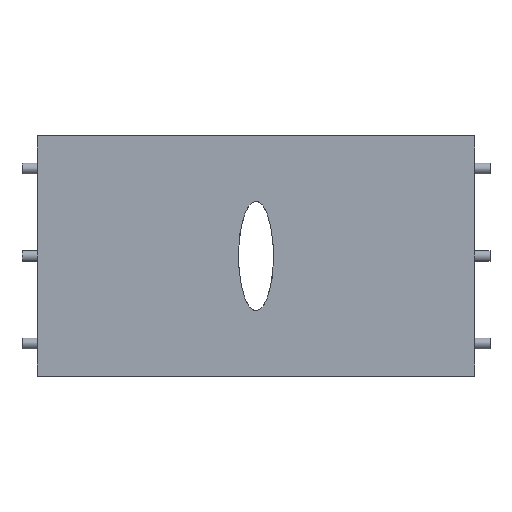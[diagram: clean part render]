
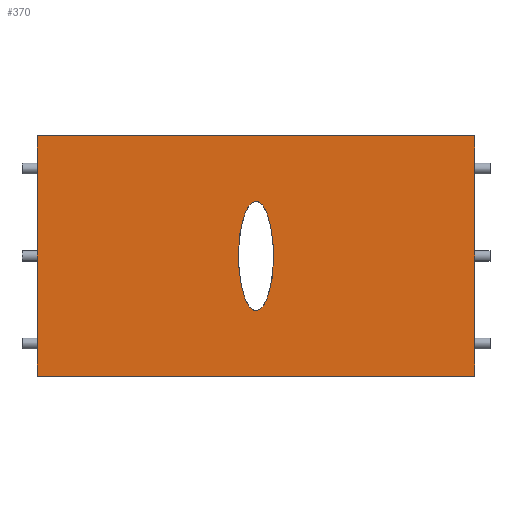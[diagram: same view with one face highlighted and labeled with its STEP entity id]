
A CAD part, front view. The second image highlights one B-rep face of the part: STEP entity #370.
In plain terms, the highlighted planar face has unit normal (0, -1, 0).
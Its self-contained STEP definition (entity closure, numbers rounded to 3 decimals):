
#2 = VECTOR ( 'NONE', #924, 1000. ) ;
#16 = DIRECTION ( 'NONE',  ( 0., 0., -1. ) ) ;
#29 = DIRECTION ( 'NONE',  ( 0., 0., -1. ) ) ;
#31 = DIRECTION ( 'NONE',  ( -1., 0., 0. ) ) ;
#36 = VERTEX_POINT ( 'NONE', #553 ) ;
#40 = VECTOR ( 'NONE', #905, 1000. ) ;
#41 = LINE ( 'NONE', #337, #196 ) ;
#68 = CARTESIAN_POINT ( 'NONE',  ( 0., 0., 25. ) ) ;
#81 = VERTEX_POINT ( 'NONE', #197 ) ;
#85 = VERTEX_POINT ( 'NONE', #122 ) ;
#99 = EDGE_CURVE ( 'NONE', #527, #550, #965, .T. ) ;
#119 = VECTOR ( 'NONE', #654, 1000. ) ;
#122 = CARTESIAN_POINT ( 'NONE',  ( -100., 0., 0. ) ) ;
#143 = CARTESIAN_POINT ( 'NONE',  ( 0., 0., -25. ) ) ;
#151 = LINE ( 'NONE', #449, #472 ) ;
#185 = VERTEX_POINT ( 'NONE', #366 ) ;
#187 = EDGE_CURVE ( 'NONE', #800, #36, #151, .T. ) ;
#196 = VECTOR ( 'NONE', #417, 1000. ) ;
#197 = CARTESIAN_POINT ( 'NONE',  ( 100., 0., -55. ) ) ;
#203 = EDGE_CURVE ( 'NONE', #355, #81, #372, .T. ) ;
#206 = DIRECTION ( 'NONE',  ( 0., -1., 0. ) ) ;
#241 = VERTEX_POINT ( 'NONE', #607 ) ;
#274 = ORIENTED_EDGE ( 'NONE', *, *, #695, .F. ) ;
#276 = CARTESIAN_POINT ( 'NONE',  ( 100., 0., -40. ) ) ;
#277 = CARTESIAN_POINT ( 'NONE',  ( -100., 0., 55. ) ) ;
#278 = EDGE_CURVE ( 'NONE', #36, #85, #738, .T. ) ;
#282 = CARTESIAN_POINT ( 'NONE',  ( -16., 0., -25. ) ) ;
#286 = CARTESIAN_POINT ( 'NONE',  ( 0., 0., 25. ) ) ;
#292 = CARTESIAN_POINT ( 'NONE',  ( 100., 0., 55. ) ) ;
#305 = EDGE_LOOP ( 'NONE', ( #975, #679, #939, #389, #435, #660, #814, #390, #670, #791 ) ) ;
#310 = VERTEX_POINT ( 'NONE', #492 ) ;
#324 = EDGE_CURVE ( 'NONE', #81, #800, #951, .T. ) ;
#327 = LINE ( 'NONE', #409, #682 ) ;
#337 = CARTESIAN_POINT ( 'NONE',  ( -100., 0., 55. ) ) ;
#341 = DIRECTION ( 'NONE',  ( 0., 0., 1. ) ) ;
#355 = VERTEX_POINT ( 'NONE', #276 ) ;
#366 = CARTESIAN_POINT ( 'NONE',  ( 100., 0., 55. ) ) ;
#370 = ADVANCED_FACE ( 'NONE', ( #797, #888 ), #721, .T. ) ;
#372 = LINE ( 'NONE', #292, #40 ) ;
#379 = EDGE_CURVE ( 'NONE', #85, #527, #41, .T. ) ;
#389 = ORIENTED_EDGE ( 'NONE', *, *, #187, .F. ) ;
#390 = ORIENTED_EDGE ( 'NONE', *, *, #535, .F. ) ;
#409 = CARTESIAN_POINT ( 'NONE',  ( 100., 0., 55. ) ) ;
#413 = EDGE_CURVE ( 'NONE', #185, #655, #747, .T. ) ;
#417 = DIRECTION ( 'NONE',  ( 0., 0., 1. ) ) ;
#419 = EDGE_CURVE ( 'NONE', #446, #310, #852, .T. ) ;
#432 = CARTESIAN_POINT ( 'NONE',  ( 16., 0., 25. ) ) ;
#435 = ORIENTED_EDGE ( 'NONE', *, *, #324, .F. ) ;
#440 = VECTOR ( 'NONE', #743, 1000. ) ;
#446 = VERTEX_POINT ( 'NONE', #286 ) ;
#449 = CARTESIAN_POINT ( 'NONE',  ( -100., 0., 55. ) ) ;
#467 = VECTOR ( 'NONE', #29, 1000. ) ;
#470 = CARTESIAN_POINT ( 'NONE',  ( -100., 0., 55. ) ) ;
#472 = VECTOR ( 'NONE', #898, 1000. ) ;
#486 = CARTESIAN_POINT ( 'NONE',  ( 100., 0., 40. ) ) ;
#492 = CARTESIAN_POINT ( 'NONE',  ( 0., 0., -25. ) ) ;
#497 = DIRECTION ( 'NONE',  ( 0., 0., -1. ) ) ;
#507 = VECTOR ( 'NONE', #31, 1000. ) ;
#526 = EDGE_CURVE ( 'NONE', #550, #185, #783, .T. ) ;
#527 = VERTEX_POINT ( 'NONE', #534 ) ;
#534 = CARTESIAN_POINT ( 'NONE',  ( -100., 0., 40. ) ) ;
#535 = EDGE_CURVE ( 'NONE', #655, #241, #327, .T. ) ;
#550 = VERTEX_POINT ( 'NONE', #470 ) ;
#553 = CARTESIAN_POINT ( 'NONE',  ( -100., 0., -40. ) ) ;
#560 = CARTESIAN_POINT ( 'NONE',  ( 0., 0., 0. ) ) ;
#591 = EDGE_CURVE ( 'NONE', #241, #355, #710, .T. ) ;
#607 = CARTESIAN_POINT ( 'NONE',  ( 100., 0., 0. ) ) ;
#620 = CARTESIAN_POINT ( 'NONE',  ( 100., 0., 55. ) ) ;
#642 = CARTESIAN_POINT ( 'NONE',  ( 16., 0., -25. ) ) ;
#649 = CARTESIAN_POINT ( 'NONE',  ( 0., 0., 25. ) ) ;
#654 = DIRECTION ( 'NONE',  ( 0., 0., 1. ) ) ;
#655 = VERTEX_POINT ( 'NONE', #486 ) ;
#660 = ORIENTED_EDGE ( 'NONE', *, *, #203, .F. ) ;
#667 = CARTESIAN_POINT ( 'NONE',  ( -16., 0., 25. ) ) ;
#670 = ORIENTED_EDGE ( 'NONE', *, *, #413, .F. ) ;
#679 = ORIENTED_EDGE ( 'NONE', *, *, #379, .F. ) ;
#682 = VECTOR ( 'NONE', #16, 1000. ) ;
#695 = EDGE_CURVE ( 'NONE', #310, #446, #823, .T. ) ;
#710 = LINE ( 'NONE', #620, #467 ) ;
#721 = PLANE ( 'NONE',  #941 ) ;
#738 = LINE ( 'NONE', #866, #865 ) ;
#742 = CARTESIAN_POINT ( 'NONE',  ( 0., 0., -25. ) ) ;
#743 = DIRECTION ( 'NONE',  ( 0., 0., -1. ) ) ;
#747 = LINE ( 'NONE', #979, #440 ) ;
#774 = ORIENTED_EDGE ( 'NONE', *, *, #419, .F. ) ;
#779 = CARTESIAN_POINT ( 'NONE',  ( -100., 0., 55. ) ) ;
#783 = LINE ( 'NONE', #779, #2 ) ;
#791 = ORIENTED_EDGE ( 'NONE', *, *, #526, .F. ) ;
#797 = FACE_BOUND ( 'NONE', #922, .T. ) ;
#800 = VERTEX_POINT ( 'NONE', #902 ) ;
#814 = ORIENTED_EDGE ( 'NONE', *, *, #591, .F. ) ;
#823 =( BOUNDED_CURVE ( )  B_SPLINE_CURVE ( 3, ( #742, #642, #432, #649 ),
 .UNSPECIFIED., .F., .T. ) 
 B_SPLINE_CURVE_WITH_KNOTS ( ( 4, 4 ),
 ( 0., 3.142 ),
 .UNSPECIFIED. ) 
 CURVE ( )  GEOMETRIC_REPRESENTATION_ITEM ( )  RATIONAL_B_SPLINE_CURVE ( ( 1., 0.333, 0.333, 1. ) ) 
 REPRESENTATION_ITEM ( '' )  );
#852 =( BOUNDED_CURVE ( )  B_SPLINE_CURVE ( 3, ( #68, #667, #282, #143 ),
 .UNSPECIFIED., .F., .T. ) 
 B_SPLINE_CURVE_WITH_KNOTS ( ( 4, 4 ),
 ( 3.142, 6.283 ),
 .UNSPECIFIED. ) 
 CURVE ( )  GEOMETRIC_REPRESENTATION_ITEM ( )  RATIONAL_B_SPLINE_CURVE ( ( 1., 0.333, 0.333, 1. ) ) 
 REPRESENTATION_ITEM ( '' )  );
#865 = VECTOR ( 'NONE', #341, 1000. ) ;
#866 = CARTESIAN_POINT ( 'NONE',  ( -100., 0., 55. ) ) ;
#888 = FACE_OUTER_BOUND ( 'NONE', #305, .T. ) ;
#898 = DIRECTION ( 'NONE',  ( 0., 0., 1. ) ) ;
#902 = CARTESIAN_POINT ( 'NONE',  ( -100., 0., -55. ) ) ;
#905 = DIRECTION ( 'NONE',  ( 0., 0., -1. ) ) ;
#922 = EDGE_LOOP ( 'NONE', ( #274, #774 ) ) ;
#924 = DIRECTION ( 'NONE',  ( 1., 0., 0. ) ) ;
#939 = ORIENTED_EDGE ( 'NONE', *, *, #278, .F. ) ;
#940 = CARTESIAN_POINT ( 'NONE',  ( -100., 0., -55. ) ) ;
#941 = AXIS2_PLACEMENT_3D ( 'NONE', #560, #206, #497 ) ;
#951 = LINE ( 'NONE', #940, #507 ) ;
#965 = LINE ( 'NONE', #277, #119 ) ;
#975 = ORIENTED_EDGE ( 'NONE', *, *, #99, .F. ) ;
#979 = CARTESIAN_POINT ( 'NONE',  ( 100., 0., 55. ) ) ;
